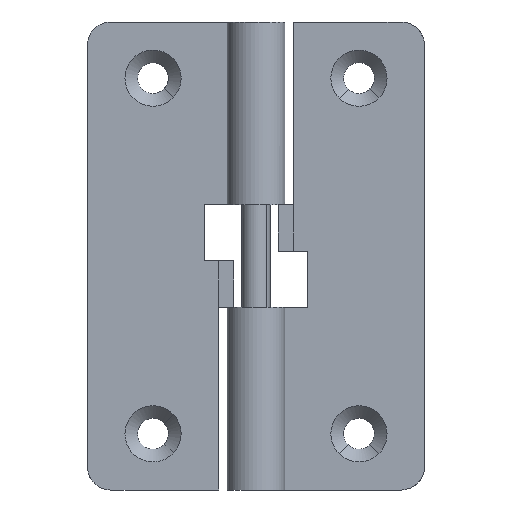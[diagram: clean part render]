
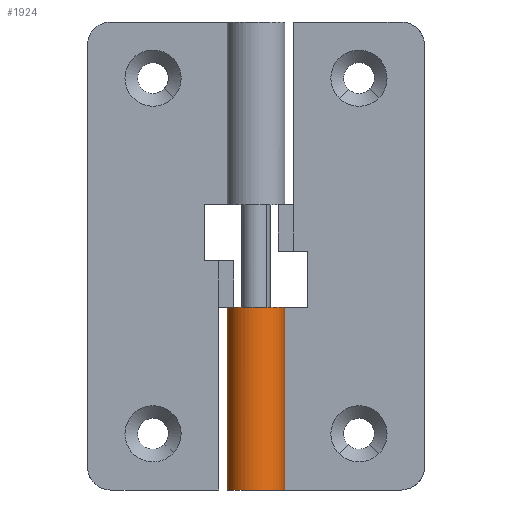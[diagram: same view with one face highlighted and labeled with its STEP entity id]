
A CAD part, front view. The second image highlights one B-rep face of the part: STEP entity #1924.
In plain terms, the highlighted free-form (B-spline) face has degree [1, 2] with [2, 7] control points.
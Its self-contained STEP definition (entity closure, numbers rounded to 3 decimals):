
#1357=CARTESIAN_POINT('',(0.0,3.1,19.5));
#1358=VERTEX_POINT('',#1357);
#1359=CARTESIAN_POINT('',(-1.599,-2.656,19.5));
#1360=VERTEX_POINT('',#1359);
#1361=CARTESIAN_POINT('',(0.0,3.1,19.5));
#1362=CARTESIAN_POINT('',(-0.22,3.1,19.5));
#1363=CARTESIAN_POINT('',(-0.588,3.061,19.5));
#1364=CARTESIAN_POINT('',(-1.193,2.884,19.5));
#1365=CARTESIAN_POINT('',(-1.718,2.609,19.5));
#1366=CARTESIAN_POINT('',(-2.155,2.244,19.5));
#1367=CARTESIAN_POINT('',(-2.54,1.813,19.5));
#1368=CARTESIAN_POINT('',(-2.863,1.266,19.5));
#1369=CARTESIAN_POINT('',(-3.054,0.629,19.5));
#1370=CARTESIAN_POINT('',(-3.121,-0.009,19.5));
#1371=CARTESIAN_POINT('',(-3.065,-0.599,19.5));
#1372=CARTESIAN_POINT('',(-2.901,-1.121,19.5));
#1373=CARTESIAN_POINT('',(-2.689,-1.567,19.5));
#1374=CARTESIAN_POINT('',(-2.315,-2.116,19.5));
#1375=CARTESIAN_POINT('',(-1.896,-2.477,19.5));
#1376=CARTESIAN_POINT('',(-1.599,-2.656,19.5));
#1377=B_SPLINE_CURVE_WITH_KNOTS('',3,(#1361,#1362,#1363,#1364,#1365,#1366,#1367,#1368,#1369,#1370,#1371,#1372,#1373,#1374,#1375,#1376),.UNSPECIFIED.,.F.,.U.,(4,1,1,1,1,1,1,1,1,1,1,1,1,4),(0.,0.661,1.102,1.889,2.424,2.802,3.62,4.313,4.785,5.54,6.076,6.422,7.02,8.059),.UNSPECIFIED.);
#1378=EDGE_CURVE('',#1358,#1360,#1377,.T.);
#1380=CARTESIAN_POINT('',(2.74,1.45,19.5));
#1381=VERTEX_POINT('',#1380);
#1382=CARTESIAN_POINT('',(-1.599,-2.656,19.5));
#1383=CARTESIAN_POINT('',(-1.41,-2.769,19.5));
#1384=CARTESIAN_POINT('',(-1.076,-2.925,19.5));
#1385=CARTESIAN_POINT('',(-0.577,-3.056,19.5));
#1386=CARTESIAN_POINT('',(-0.138,-3.107,19.5));
#1387=CARTESIAN_POINT('',(0.377,-3.094,19.5));
#1388=CARTESIAN_POINT('',(0.935,-2.978,19.5));
#1389=CARTESIAN_POINT('',(1.438,-2.761,19.5));
#1390=CARTESIAN_POINT('',(1.891,-2.474,19.5));
#1391=CARTESIAN_POINT('',(2.285,-2.123,19.5));
#1392=CARTESIAN_POINT('',(2.687,-1.595,19.5));
#1393=CARTESIAN_POINT('',(2.962,-1.,19.5));
#1394=CARTESIAN_POINT('',(3.086,-0.412,19.5));
#1395=CARTESIAN_POINT('',(3.113,0.166,19.5));
#1396=CARTESIAN_POINT('',(3.029,0.784,19.5));
#1397=CARTESIAN_POINT('',(2.853,1.237,19.5));
#1398=CARTESIAN_POINT('',(2.74,1.45,19.5));
#1399=B_SPLINE_CURVE_WITH_KNOTS('',3,(#1382,#1383,#1384,#1385,#1386,#1387,#1388,#1389,#1390,#1391,#1392,#1393,#1394,#1395,#1396,#1397,#1398),.UNSPECIFIED.,.F.,.U.,(4,1,1,1,1,1,1,1,1,1,1,1,1,1,4),(0.,0.661,1.102,1.542,1.983,2.644,3.242,3.62,4.25,4.816,5.603,6.201,6.611,7.335,8.059),.UNSPECIFIED.);
#1400=EDGE_CURVE('',#1360,#1381,#1399,.T.);
#1695=CARTESIAN_POINT('',(0.0,3.1,0.0));
#1696=VERTEX_POINT('',#1695);
#1747=CARTESIAN_POINT('',(2.74,1.45,0.0));
#1748=VERTEX_POINT('',#1747);
#1754=CARTESIAN_POINT('',(-1.599,-2.656,0.0));
#1755=VERTEX_POINT('',#1754);
#1756=CARTESIAN_POINT('',(-1.599,-2.656,0.0));
#1757=CARTESIAN_POINT('',(-1.41,-2.769,0.0));
#1758=CARTESIAN_POINT('',(-1.009,-2.956,0.0));
#1759=CARTESIAN_POINT('',(-0.309,-3.114,0.0));
#1760=CARTESIAN_POINT('',(0.358,-3.103,0.0));
#1761=CARTESIAN_POINT('',(0.932,-2.969,0.0));
#1762=CARTESIAN_POINT('',(1.391,-2.785,0.0));
#1763=CARTESIAN_POINT('',(1.87,-2.498,0.0));
#1764=CARTESIAN_POINT('',(2.331,-2.079,0.0));
#1765=CARTESIAN_POINT('',(2.662,-1.616,0.0));
#1766=CARTESIAN_POINT('',(2.899,-1.135,0.0));
#1767=CARTESIAN_POINT('',(3.045,-0.661,0.0));
#1768=CARTESIAN_POINT('',(3.119,-0.066,0.0));
#1769=CARTESIAN_POINT('',(3.068,0.65,0.0));
#1770=CARTESIAN_POINT('',(2.887,1.172,0.0));
#1771=CARTESIAN_POINT('',(2.74,1.45,0.0));
#1772=B_SPLINE_CURVE_WITH_KNOTS('',3,(#1756,#1757,#1758,#1759,#1760,#1761,#1762,#1763,#1764,#1765,#1766,#1767,#1768,#1769,#1770,#1771),.UNSPECIFIED.,.F.,.U.,(4,1,1,1,1,1,1,1,1,1,1,1,1,4),(0.,0.661,1.322,2.141,2.644,3.085,3.62,4.313,4.942,5.32,5.918,6.422,7.114,8.059),.UNSPECIFIED.);
#1773=EDGE_CURVE('',#1755,#1748,#1772,.T.);
#1775=CARTESIAN_POINT('',(0.0,3.1,0.0));
#1776=CARTESIAN_POINT('',(-0.22,3.1,0.0));
#1777=CARTESIAN_POINT('',(-0.703,3.048,0.0));
#1778=CARTESIAN_POINT('',(-1.311,2.833,0.0));
#1779=CARTESIAN_POINT('',(-1.879,2.49,0.0));
#1780=CARTESIAN_POINT('',(-2.341,2.072,0.0));
#1781=CARTESIAN_POINT('',(-2.698,1.562,0.0));
#1782=CARTESIAN_POINT('',(-2.934,1.045,0.0));
#1783=CARTESIAN_POINT('',(-3.075,0.516,0.0));
#1784=CARTESIAN_POINT('',(-3.122,-0.115,0.0));
#1785=CARTESIAN_POINT('',(-3.033,-0.743,0.0));
#1786=CARTESIAN_POINT('',(-2.792,-1.406,0.0));
#1787=CARTESIAN_POINT('',(-2.357,-2.083,0.0));
#1788=CARTESIAN_POINT('',(-1.887,-2.483,0.0));
#1789=CARTESIAN_POINT('',(-1.599,-2.656,0.0));
#1790=B_SPLINE_CURVE_WITH_KNOTS('',3,(#1775,#1776,#1777,#1778,#1779,#1780,#1781,#1782,#1783,#1784,#1785,#1786,#1787,#1788,#1789),.UNSPECIFIED.,.F.,.U.,(4,1,1,1,1,1,1,1,1,1,1,1,4),(0.,0.661,1.448,1.92,2.644,3.305,3.778,4.344,4.942,5.666,6.233,7.051,8.059),.UNSPECIFIED.);
#1791=EDGE_CURVE('',#1696,#1755,#1790,.T.);
#1880=CARTESIAN_POINT('',(2.74,1.45,0.0));
#1881=CARTESIAN_POINT('',(2.74,1.45,19.5));
#1882=QUASI_UNIFORM_CURVE('',1,(#1880,#1881),.UNSPECIFIED.,.F.,.U.);
#1883=EDGE_CURVE('',#1748,#1381,#1882,.T.);
#1890=CARTESIAN_POINT('',(2.698,1.527,-0.488));
#1891=CARTESIAN_POINT('',(2.698,1.527,20.));
#1892=CARTESIAN_POINT('',(4.561,-1.766,-0.488));
#1893=CARTESIAN_POINT('',(4.561,-1.766,20.));
#1894=CARTESIAN_POINT('',(0.967,-2.945,-0.488));
#1895=CARTESIAN_POINT('',(0.967,-2.945,20.));
#1896=CARTESIAN_POINT('',(-2.628,-4.125,-0.488));
#1897=CARTESIAN_POINT('',(-2.628,-4.125,20.));
#1898=CARTESIAN_POINT('',(-3.078,-0.369,-0.488));
#1899=CARTESIAN_POINT('',(-3.078,-0.369,20.));
#1900=CARTESIAN_POINT('',(-3.528,3.387,-0.488));
#1901=CARTESIAN_POINT('',(-3.528,3.387,20.));
#1902=CARTESIAN_POINT('',(0.243,3.09,-0.488));
#1903=CARTESIAN_POINT('',(0.243,3.09,20.));
#1911=(BOUNDED_SURFACE()B_SPLINE_SURFACE(1,2,((#1890,#1892,#1894,#1896,#1898,#1900,#1902),(#1891,#1893,#1895,#1897,#1899,#1901,#1903)),.UNSPECIFIED.,.F.,.F.,.U.)B_SPLINE_SURFACE_WITH_KNOTS((2,2),(3,2,2,3),(0.0,20.487),(0.0,5.87,11.741,17.611),.UNSPECIFIED.)GEOMETRIC_REPRESENTATION_ITEM()RATIONAL_B_SPLINE_SURFACE(((1.0,0.634,1.0,0.634,1.0,0.634,1.0),(1.0,0.634,1.0,0.634,1.0,0.634,1.0)))REPRESENTATION_ITEM('')SURFACE());
#1912=ORIENTED_EDGE('',*,*,#1883,.T.);
#1913=ORIENTED_EDGE('',*,*,#1400,.F.);
#1914=ORIENTED_EDGE('',*,*,#1378,.F.);
#1915=CARTESIAN_POINT('',(0.0,3.1,0.0));
#1916=CARTESIAN_POINT('',(0.0,3.1,19.5));
#1917=QUASI_UNIFORM_CURVE('',1,(#1915,#1916),.UNSPECIFIED.,.F.,.U.);
#1918=EDGE_CURVE('',#1696,#1358,#1917,.T.);
#1919=ORIENTED_EDGE('',*,*,#1918,.F.);
#1920=ORIENTED_EDGE('',*,*,#1791,.T.);
#1921=ORIENTED_EDGE('',*,*,#1773,.T.);
#1922=EDGE_LOOP('',(#1912,#1913,#1914,#1919,#1920,#1921));
#1923=FACE_OUTER_BOUND('',#1922,.T.);
#1924=ADVANCED_FACE('',(#1923),#1911,.T.);
